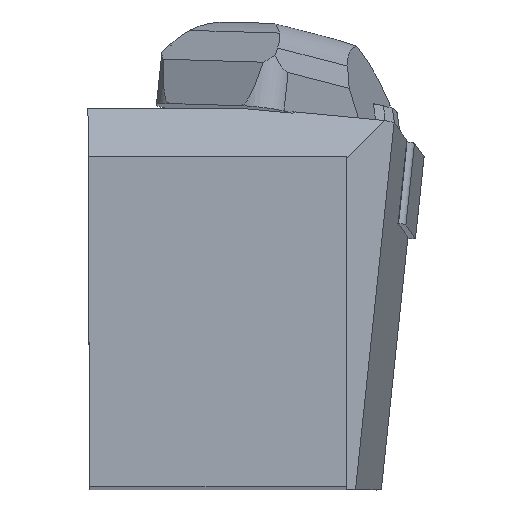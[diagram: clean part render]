
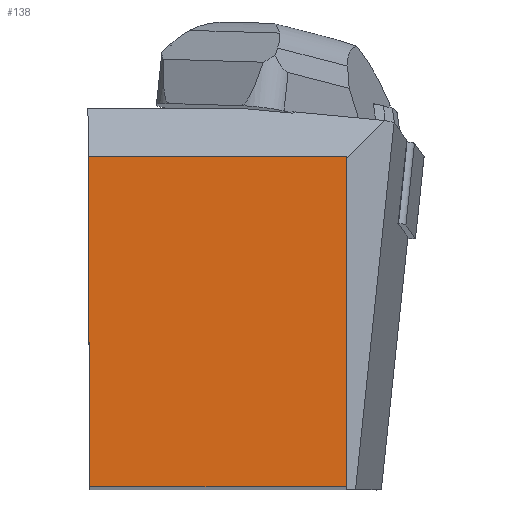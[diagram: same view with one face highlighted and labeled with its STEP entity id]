
A CAD part, top view. The second image highlights one B-rep face of the part: STEP entity #138.
In plain terms, the highlighted planar face has unit normal (0, 0, 1).
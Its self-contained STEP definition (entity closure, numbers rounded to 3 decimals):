
#138=ADVANCED_FACE('BLANK_BOXF006',(#244),#194,.F.);
#194=PLANE('',#1321);
#244=FACE_OUTER_BOUND('',#304,.T.);
#304=EDGE_LOOP('',(#450,#451,#452,#453));
#450=ORIENTED_EDGE('',*,*,#860,.T.);
#451=ORIENTED_EDGE('',*,*,#861,.T.);
#452=ORIENTED_EDGE('',*,*,#851,.T.);
#453=ORIENTED_EDGE('',*,*,#857,.T.);
#731=VERTEX_POINT('',#1889);
#732=VERTEX_POINT('',#1891);
#737=VERTEX_POINT('',#1902);
#738=VERTEX_POINT('',#1908);
#851=EDGE_CURVE('',#732,#731,#1008,.T.);
#857=EDGE_CURVE('',#731,#737,#1014,.T.);
#860=EDGE_CURVE('',#737,#738,#1017,.T.);
#861=EDGE_CURVE('',#738,#732,#1018,.T.);
#1008=LINE('',#1890,#1137);
#1014=LINE('',#1903,#1143);
#1017=LINE('',#1907,#1146);
#1018=LINE('',#1909,#1147);
#1137=VECTOR('',#1486,1.);
#1143=VECTOR('',#1494,1.);
#1146=VECTOR('',#1499,1.);
#1147=VECTOR('',#1500,1.);
#1321=AXIS2_PLACEMENT_3D('',#1910,#1501,#1502);
#1486=DIRECTION('',(0.004,-1.,0.));
#1494=DIRECTION('',(1.,0.,0.));
#1499=DIRECTION('',(0.,1.,0.));
#1500=DIRECTION('',(-1.,0.,0.));
#1501=DIRECTION('',(0.,0.,-1.));
#1502=DIRECTION('',(1.,0.,0.));
#1889=CARTESIAN_POINT('',(0.139,0.,0.));
#1890=CARTESIAN_POINT('',(-0.661,183.348,0.));
#1891=CARTESIAN_POINT('',(0.,31.85,0.));
#1902=CARTESIAN_POINT('',(24.875,0.,0.));
#1903=CARTESIAN_POINT('',(-183.35,0.,0.));
#1907=CARTESIAN_POINT('',(24.875,-183.35,0.));
#1908=CARTESIAN_POINT('',(24.875,31.85,0.));
#1909=CARTESIAN_POINT('',(183.35,31.85,0.));
#1910=CARTESIAN_POINT('',(44.35,-5.,0.));
